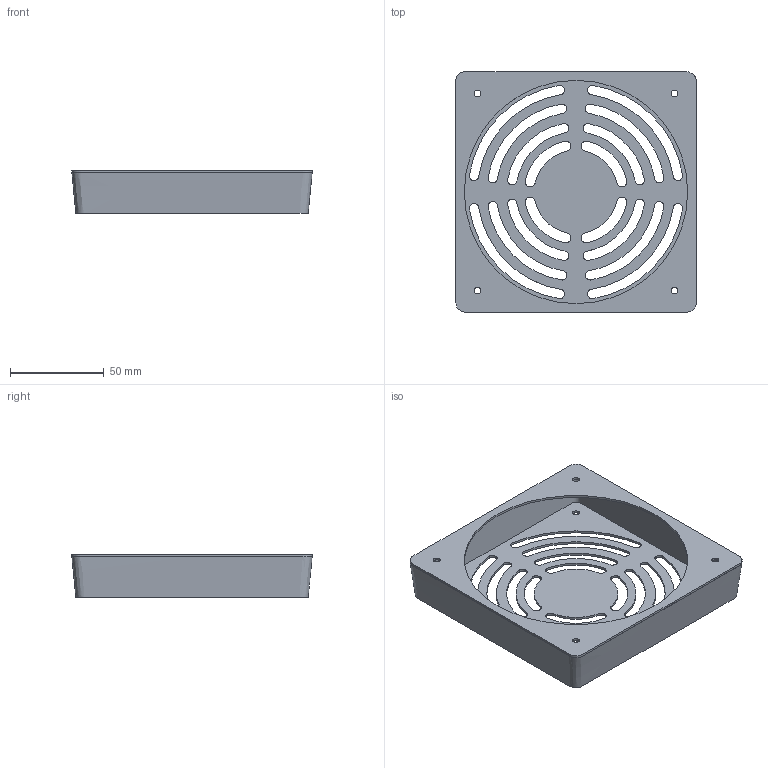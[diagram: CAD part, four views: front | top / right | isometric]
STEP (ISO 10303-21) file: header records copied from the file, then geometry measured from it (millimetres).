
FILE_DESCRIPTION(/* description */ (''),/* implementation_level */ '2;1');
FILE_NAME(/* name */ '12020 Fan.step',/* time_stamp */ '2022-10-25T09:58:06-05:00',/* author */ (''),/* organization */ (''),/* preprocessor_version */ 'ST-DEVELOPER v19.2',/* originating_system */ 'Autodesk Translation Framework v11.17.0.187',/* authorisation */ '');
FILE_SCHEMA (('AUTOMOTIVE_DESIGN { 1 0 10303 214 3 1 1 }'));
Length unit declared in the file: millimetre
Products named in the file (3): 12020 Fan; Fan Cage; TPU Gasket
Assembly tree (2 placements, depth 2):
  12020 Fan
    Fan Cage
    TPU Gasket
Bounding box: 128 x 128.01 x 22.9 mm (x, y, z)
Volume: 42428.5 mm3; surface area: 57601.9 mm2
Topology: 2 solids, 2 shells, 81 faces, 228 edges, 152 vertices
Faces by surface type: cylinder 73, plane 5, bspline 3
Full cylindrical faces by diameter (mm): 3.6 x8, 119 x1
Entity records: 3750 total; most frequent: CARTESIAN_POINT 1344, DIRECTION 534, ORIENTED_EDGE 456, AXIS2_PLACEMENT_3D 229, EDGE_CURVE 228, VERTEX_POINT 152, CIRCLE 146, EDGE_LOOP 132
